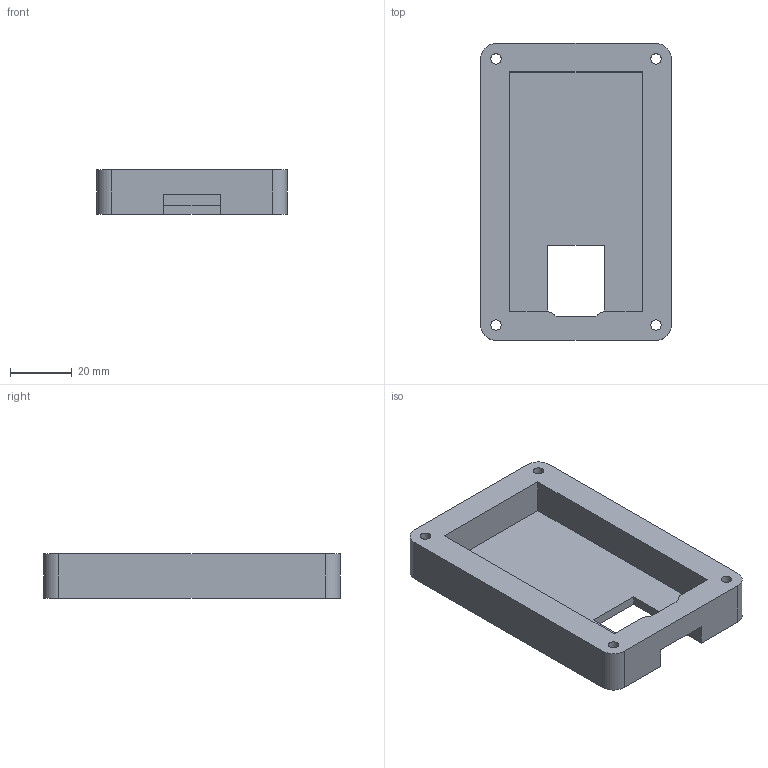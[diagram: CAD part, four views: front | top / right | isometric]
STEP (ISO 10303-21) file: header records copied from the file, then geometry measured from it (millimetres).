
FILE_DESCRIPTION(/* description */ ('STEP AP242','CAx-IF Rec.Pracs.---Representation and Presentation of Product Manufacturing Information (PMI)---4.0---2014-10-13','CAx-IF Rec.Pracs.---3D Tessellated Geometry---0.4---2014-09-14','2;1'),/* implementation_level */ '2;1');
FILE_NAME(/* name */ '688684d390c911217ff09f17',/* time_stamp */ '2025-07-27T19:58:12Z',/* author */ (''),/* organization */ (''),/* preprocessor_version */ 'ST-DEVELOPER v20',/* originating_system */ 'ONSHAPE BY PTC INC, 1.201',/* authorisation */ ' ');
FILE_SCHEMA (('AP242_MANAGED_MODEL_BASED_3D_ENGINEERING_MIM_LF { 1 0 10303 442 1 1 4 }'));
Length unit declared in the file: metre
Products named in the file (2): Assembly 1; case
Assembly tree (1 placements, depth 2):
  Assembly 1
    case
Bounding box: 62 x 96.5 x 14.5 mm (x, y, z)
Volume: 44629.2 mm3; surface area: 19134.3 mm2
Topology: 1 solids, 1 shells, 222 faces, 609 edges, 406 vertices
Faces by surface type: plane 118, bspline 58, cylinder 46
Full cylindrical faces by diameter (mm): 3.4 x4, 4.7 x4
Entity records: 7238 total; most frequent: CARTESIAN_POINT 1869, ORIENTED_EDGE 1202, DIRECTION 909, EDGE_CURVE 601, VERTEX_POINT 406, LINE 393, VECTOR 393, AXIS2_PLACEMENT_3D 258
